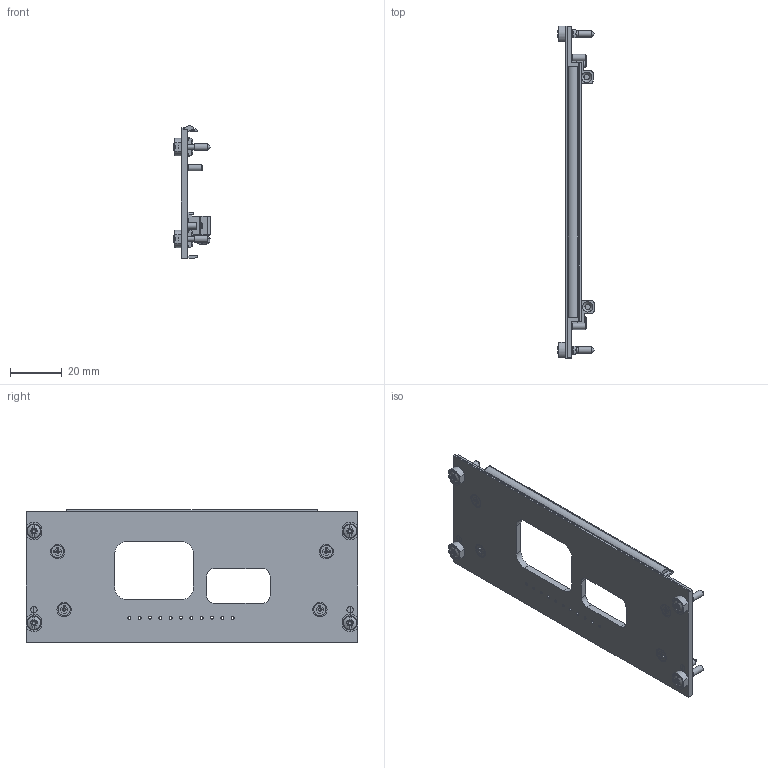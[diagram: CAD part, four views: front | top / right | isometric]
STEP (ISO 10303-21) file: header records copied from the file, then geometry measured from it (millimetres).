
FILE_DESCRIPTION(/* description */ (''),/* implementation_level */ '2;1');
FILE_NAME(/* name */ 'DIOTPSU-A01.v1.stp',/* time_stamp */ '2025-03-20T15:13:04+01:00',/* author */ ('MarcinMagdziakCAD'),/* organization */ (''),/* preprocessor_version */ 'ST-DEVELOPER v20',/* originating_system */ 'Autodesk Inventor 2024',/* authorisation */ '');
FILE_SCHEMA (('AUTOMOTIVE_DESIGN { 1 0 10303 214 3 1 1 }'));
Length unit declared in the file: millimetre
Products named in the file (1): DIOTPSU-A01
Bounding box: 14.24 x 128.4 x 51.22 mm (x, y, z)
Volume: 16377.5 mm3; surface area: 18259.5 mm2
Topology: 18 solids, 18 shells, 853 faces, 2329 edges, 1522 vertices
Faces by surface type: plane 488, cylinder 217, cone 118, torus 18, sphere 12
Full cylindrical faces by diameter (mm): 1.1 x11, 1.9 x4, 2.1 x4, 2.224 x4, 2.275 x2, 2.5 x12, 2.7 x2, 2.9 x2, 4.7 x4, 5 x4, 5.1 x4
Entity records: 29030 total; most frequent: CARTESIAN_POINT 6173, DIRECTION 4663, ORIENTED_EDGE 4634, EDGE_CURVE 2317, AXIS2_PLACEMENT_3D 1724, VERTEX_POINT 1522, LINE 1215, VECTOR 1215
